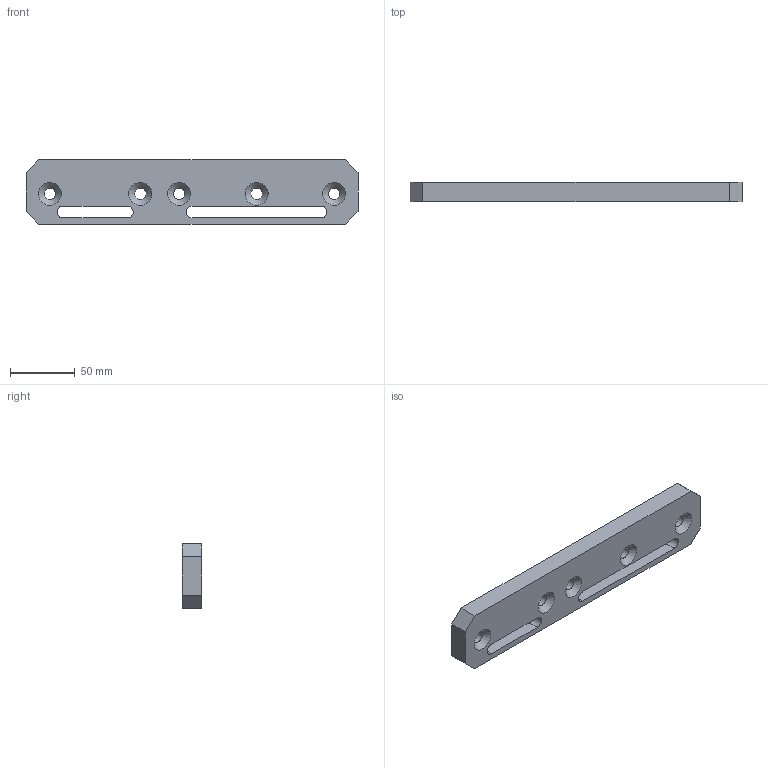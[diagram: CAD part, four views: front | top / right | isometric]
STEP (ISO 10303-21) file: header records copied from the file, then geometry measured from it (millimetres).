
FILE_DESCRIPTION(/* description */ ('Treppenverbinder 250'),/* implementation_level */ '2;1');
FILE_NAME(/* name */ 'SV3202N_A.stp',/* time_stamp */ '2015-11-28T11:13:55+01:00',/* author */ ('marina kaa'),/* organization */ (''),/* preprocessor_version */ 'ST-DEVELOPER v15.6',/* originating_system */ 'Autodesk Inventor 2015',/* authorisation */ '');
FILE_SCHEMA (('AUTOMOTIVE_DESIGN { 1 0 10303 214 3 1 1 }'));
Length unit declared in the file: millimetre
Products named in the file (1): SV3202N_A
Bounding box: 257 x 15 x 50 mm (x, y, z)
Volume: 159097.9 mm3; surface area: 37557.3 mm2
Topology: 1 solids, 1 shells, 33 faces, 83 edges, 52 vertices
Faces by surface type: plane 14, cone 10, cylinder 9
Full cylindrical faces by diameter (mm): 9 x5
Entity records: 962 total; most frequent: DIRECTION 164, CARTESIAN_POINT 154, ORIENTED_EDGE 136, EDGE_CURVE 68, EDGE_LOOP 62, AXIS2_PLACEMENT_3D 62, VERTEX_POINT 52, LINE 40
